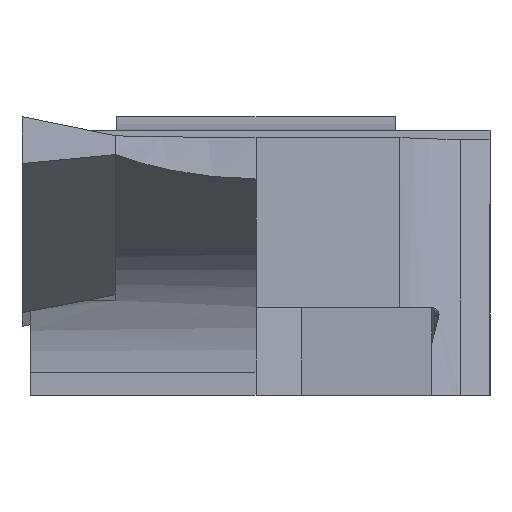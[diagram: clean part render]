
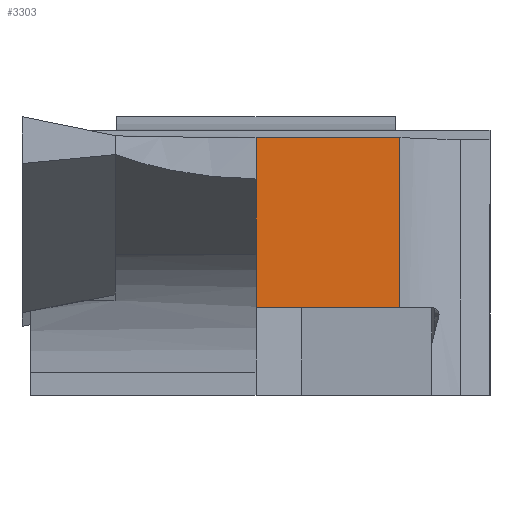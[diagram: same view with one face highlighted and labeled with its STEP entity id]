
A CAD part, left-side view. The second image highlights one B-rep face of the part: STEP entity #3303.
In plain terms, the highlighted planar face has unit normal (-1, 0, 0).
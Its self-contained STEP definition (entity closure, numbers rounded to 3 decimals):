
#310 = PLANE ( 'NONE',  #2044 ) ;
#334 = CARTESIAN_POINT ( 'NONE',  ( -98.3, -4.92, 4.053 ) ) ;
#378 = CARTESIAN_POINT ( 'NONE',  ( -98.3, 0., 4.053 ) ) ;
#587 = ORIENTED_EDGE ( 'NONE', *, *, #1875, .T. ) ;
#633 = VERTEX_POINT ( 'NONE', #1162 ) ;
#637 = LINE ( 'NONE', #2299, #2635 ) ;
#674 = EDGE_LOOP ( 'NONE', ( #2313, #1390, #587, #1496, #3171, #2544 ) ) ;
#740 = DIRECTION ( 'NONE',  ( 0., 0., 1. ) ) ;
#751 = DIRECTION ( 'NONE',  ( 0., 0., -1. ) ) ;
#839 = EDGE_CURVE ( 'NONE', #2817, #2808, #2848, .T. ) ;
#849 = VERTEX_POINT ( 'NONE', #3344 ) ;
#931 = DIRECTION ( 'NONE',  ( 0., 0., -1. ) ) ;
#956 = DIRECTION ( 'NONE',  ( 0., 0., -1. ) ) ;
#998 = CARTESIAN_POINT ( 'NONE',  ( -98.3, -4.92, 131.969 ) ) ;
#1017 = CARTESIAN_POINT ( 'NONE',  ( -98.3, 0., 2.641 ) ) ;
#1040 = LINE ( 'NONE', #1210, #1700 ) ;
#1044 = LINE ( 'NONE', #998, #1704 ) ;
#1162 = CARTESIAN_POINT ( 'NONE',  ( -98.3, 0., -1.762 ) ) ;
#1203 = LINE ( 'NONE', #3036, #2179 ) ;
#1210 = CARTESIAN_POINT ( 'NONE',  ( -98.3, 0., 4.763 ) ) ;
#1348 = CARTESIAN_POINT ( 'NONE',  ( -98.3, -4.55, -1.763 ) ) ;
#1390 = ORIENTED_EDGE ( 'NONE', *, *, #839, .F. ) ;
#1496 = ORIENTED_EDGE ( 'NONE', *, *, #3379, .T. ) ;
#1567 = EDGE_CURVE ( 'NONE', #2386, #633, #1203, .T. ) ;
#1673 = CARTESIAN_POINT ( 'NONE',  ( -98.3, -178.804, 4.053 ) ) ;
#1700 = VECTOR ( 'NONE', #751, 1000. ) ;
#1704 = VECTOR ( 'NONE', #740, 1000. ) ;
#1745 = VERTEX_POINT ( 'NONE', #1017 ) ;
#1785 = EDGE_CURVE ( 'NONE', #849, #2808, #1044, .T. ) ;
#1875 = EDGE_CURVE ( 'NONE', #2817, #1745, #1040, .T. ) ;
#2044 = AXIS2_PLACEMENT_3D ( 'NONE', #2279, #2527, #931 ) ;
#2179 = VECTOR ( 'NONE', #3027, 1000. ) ;
#2189 = VECTOR ( 'NONE', #2385, 1000. ) ;
#2252 = VECTOR ( 'NONE', #3085, 1000. ) ;
#2279 = CARTESIAN_POINT ( 'NONE',  ( -98.3, 0., 4.763 ) ) ;
#2299 = CARTESIAN_POINT ( 'NONE',  ( -98.3, 0., 0. ) ) ;
#2313 = ORIENTED_EDGE ( 'NONE', *, *, #1785, .T. ) ;
#2327 = LINE ( 'NONE', #1348, #2252 ) ;
#2385 = DIRECTION ( 'NONE',  ( 0., -1., 0. ) ) ;
#2386 = VERTEX_POINT ( 'NONE', #2454 ) ;
#2414 = EDGE_CURVE ( 'NONE', #849, #2386, #2327, .T. ) ;
#2454 = CARTESIAN_POINT ( 'NONE',  ( -98.3, -4.912, -1.763 ) ) ;
#2527 = DIRECTION ( 'NONE',  ( 1., 0., 0. ) ) ;
#2544 = ORIENTED_EDGE ( 'NONE', *, *, #2414, .F. ) ;
#2635 = VECTOR ( 'NONE', #956, 1000. ) ;
#2808 = VERTEX_POINT ( 'NONE', #334 ) ;
#2817 = VERTEX_POINT ( 'NONE', #378 ) ;
#2848 = LINE ( 'NONE', #1673, #2189 ) ;
#3027 = DIRECTION ( 'NONE',  ( 0., 1., 0. ) ) ;
#3036 = CARTESIAN_POINT ( 'NONE',  ( -98.3, -4.55, -1.763 ) ) ;
#3085 = DIRECTION ( 'NONE',  ( 0., 1., 0. ) ) ;
#3171 = ORIENTED_EDGE ( 'NONE', *, *, #1567, .F. ) ;
#3303 = ADVANCED_FACE ( 'NONE', ( #3370 ), #310, .F. ) ;
#3344 = CARTESIAN_POINT ( 'NONE',  ( -98.3, -4.92, -1.763 ) ) ;
#3370 = FACE_OUTER_BOUND ( 'NONE', #674, .T. ) ;
#3379 = EDGE_CURVE ( 'NONE', #1745, #633, #637, .T. ) ;
